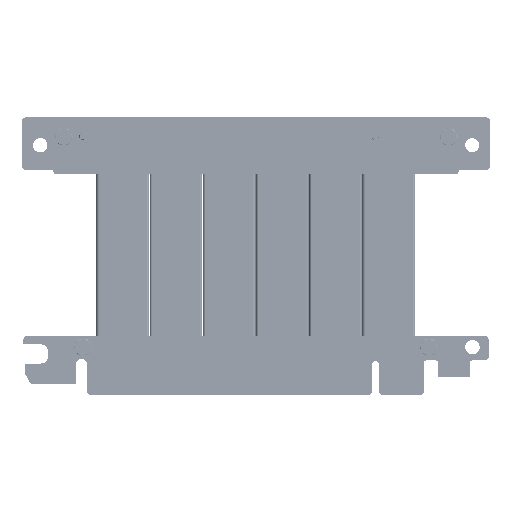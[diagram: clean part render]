
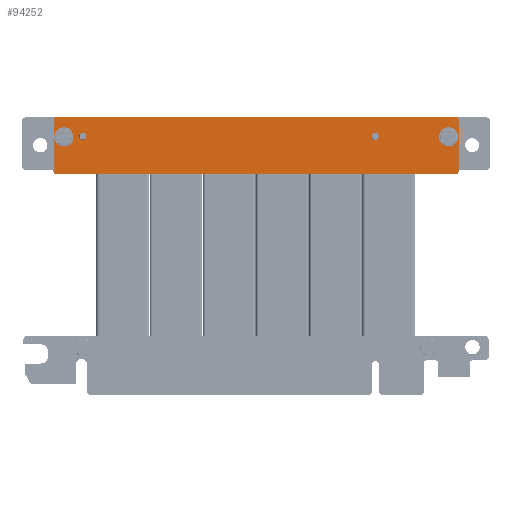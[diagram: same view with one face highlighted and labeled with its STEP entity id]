
A CAD part, top view. The second image highlights one B-rep face of the part: STEP entity #94252.
In plain terms, the highlighted face is planar.
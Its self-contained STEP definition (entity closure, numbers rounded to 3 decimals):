
#88513 = EDGE_CURVE('',#88514,#88516,#88518,.T.);
#88514 = VERTEX_POINT('',#88515);
#88515 = CARTESIAN_POINT('',(98.701,4.407,-0.7));
#88516 = VERTEX_POINT('',#88517);
#88517 = CARTESIAN_POINT('',(98.701,-8.826,-0.7));
#88518 = LINE('',#88519,#88520);
#88519 = CARTESIAN_POINT('',(98.701,4.907,-0.7));
#88520 = VECTOR('',#88521,1.);
#88521 = DIRECTION('',(0.,-1.,0.));
#88546 = VERTEX_POINT('',#88547);
#88547 = CARTESIAN_POINT('',(98.201,4.907,-0.7));
#88553 = EDGE_CURVE('',#88554,#88546,#88556,.T.);
#88554 = VERTEX_POINT('',#88555);
#88555 = CARTESIAN_POINT('',(-1.994,4.907,-0.7));
#88556 = LINE('',#88557,#88558);
#88557 = CARTESIAN_POINT('',(-2.494,4.907,-0.7));
#88558 = VECTOR('',#88559,1.);
#88559 = DIRECTION('',(1.,0.,0.));
#88577 = VERTEX_POINT('',#88578);
#88578 = CARTESIAN_POINT('',(-2.494,4.407,-0.7));
#88584 = EDGE_CURVE('',#88585,#88577,#88587,.T.);
#88585 = VERTEX_POINT('',#88586);
#88586 = CARTESIAN_POINT('',(-2.494,-8.826,-0.7));
#88587 = LINE('',#88588,#88589);
#88588 = CARTESIAN_POINT('',(-2.494,-9.326,-0.7));
#88589 = VECTOR('',#88590,1.);
#88590 = DIRECTION('',(0.,1.,0.));
#88608 = VERTEX_POINT('',#88609);
#88609 = CARTESIAN_POINT('',(-1.994,-9.326,-0.7));
#88615 = EDGE_CURVE('',#88616,#88608,#88618,.T.);
#88616 = VERTEX_POINT('',#88617);
#88617 = CARTESIAN_POINT('',(98.201,-9.326,-0.7));
#88618 = LINE('',#88619,#88620);
#88619 = CARTESIAN_POINT('',(98.701,-9.326,-0.7));
#88620 = VECTOR('',#88621,1.);
#88621 = DIRECTION('',(-1.,0.,0.));
#94252 = ADVANCED_FACE('',(#94253,#94264,#94275),#94309,.T.);
#94253 = FACE_BOUND('',#94254,.T.);
#94254 = EDGE_LOOP('',(#94255));
#94255 = ORIENTED_EDGE('',*,*,#94256,.F.);
#94256 = EDGE_CURVE('',#94257,#94257,#94259,.T.);
#94257 = VERTEX_POINT('',#94258);
#94258 = CARTESIAN_POINT('',(-2.4,0.,-0.7));
#94259 = CIRCLE('',#94260,2.4);
#94260 = AXIS2_PLACEMENT_3D('',#94261,#94262,#94263);
#94261 = CARTESIAN_POINT('',(0.,0.,-0.7));
#94262 = DIRECTION('',(0.,0.,-1.));
#94263 = DIRECTION('',(-1.,0.,0.));
#94264 = FACE_BOUND('',#94265,.T.);
#94265 = EDGE_LOOP('',(#94266));
#94266 = ORIENTED_EDGE('',*,*,#94267,.F.);
#94267 = EDGE_CURVE('',#94268,#94268,#94270,.T.);
#94268 = VERTEX_POINT('',#94269);
#94269 = CARTESIAN_POINT('',(93.801,-0.001,-0.7)
  );
#94270 = CIRCLE('',#94271,2.4);
#94271 = AXIS2_PLACEMENT_3D('',#94272,#94273,#94274);
#94272 = CARTESIAN_POINT('',(96.201,-0.001,-0.7)
  );
#94273 = DIRECTION('',(0.,0.,-1.));
#94274 = DIRECTION('',(-1.,0.,0.));
#94275 = FACE_BOUND('',#94276,.T.);
#94276 = EDGE_LOOP('',(#94277,#94278,#94285,#94286,#94293,#94294,#94301,
    #94302));
#94277 = ORIENTED_EDGE('',*,*,#88553,.T.);
#94278 = ORIENTED_EDGE('',*,*,#94279,.T.);
#94279 = EDGE_CURVE('',#88546,#88514,#94280,.T.);
#94280 = CIRCLE('',#94281,0.5);
#94281 = AXIS2_PLACEMENT_3D('',#94282,#94283,#94284);
#94282 = CARTESIAN_POINT('',(98.201,4.407,-0.7));
#94283 = DIRECTION('',(0.,0.,-1.));
#94284 = DIRECTION('',(-1.,0.,0.));
#94285 = ORIENTED_EDGE('',*,*,#88513,.T.);
#94286 = ORIENTED_EDGE('',*,*,#94287,.T.);
#94287 = EDGE_CURVE('',#88516,#88616,#94288,.T.);
#94288 = CIRCLE('',#94289,0.5);
#94289 = AXIS2_PLACEMENT_3D('',#94290,#94291,#94292);
#94290 = CARTESIAN_POINT('',(98.201,-8.826,-0.7));
#94291 = DIRECTION('',(0.,0.,-1.));
#94292 = DIRECTION('',(-1.,0.,0.));
#94293 = ORIENTED_EDGE('',*,*,#88615,.T.);
#94294 = ORIENTED_EDGE('',*,*,#94295,.T.);
#94295 = EDGE_CURVE('',#88608,#88585,#94296,.T.);
#94296 = CIRCLE('',#94297,0.5);
#94297 = AXIS2_PLACEMENT_3D('',#94298,#94299,#94300);
#94298 = CARTESIAN_POINT('',(-1.994,-8.826,-0.7));
#94299 = DIRECTION('',(0.,0.,-1.));
#94300 = DIRECTION('',(-1.,0.,0.));
#94301 = ORIENTED_EDGE('',*,*,#88584,.T.);
#94302 = ORIENTED_EDGE('',*,*,#94303,.T.);
#94303 = EDGE_CURVE('',#88577,#88554,#94304,.T.);
#94304 = CIRCLE('',#94305,0.5);
#94305 = AXIS2_PLACEMENT_3D('',#94306,#94307,#94308);
#94306 = CARTESIAN_POINT('',(-1.994,4.407,-0.7));
#94307 = DIRECTION('',(0.,0.,-1.));
#94308 = DIRECTION('',(-1.,0.,0.));
#94309 = PLANE('',#94310);
#94310 = AXIS2_PLACEMENT_3D('',#94311,#94312,#94313);
#94311 = CARTESIAN_POINT('',(0.,0.,-0.7));
#94312 = DIRECTION('',(0.,0.,-1.));
#94313 = DIRECTION('',(-1.,0.,0.));
